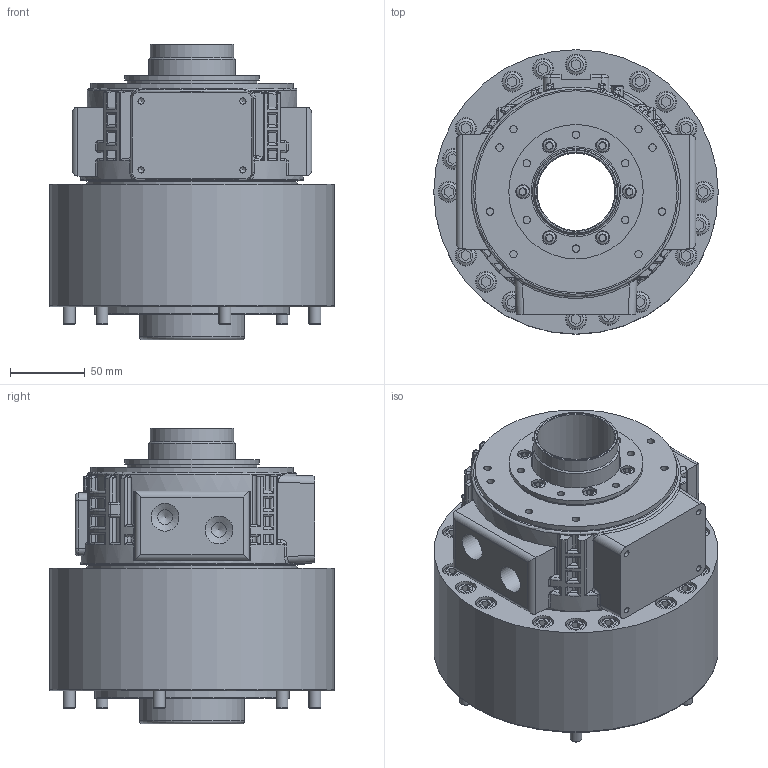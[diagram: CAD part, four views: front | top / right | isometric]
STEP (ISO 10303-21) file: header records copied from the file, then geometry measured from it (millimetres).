
FILE_DESCRIPTION(/* description */ (''),/* implementation_level */ '2;1');
FILE_NAME(/* name */ 'SD-15452.stp',/* time_stamp */ '2021-06-07T11:38:37+09:00',/* author */ ('KimChaHyun'),/* organization */ (''),/* preprocessor_version */ 'ST-DEVELOPER v16.5',/* originating_system */ 'Autodesk Inventor 2017',/* authorisation */ '');
FILE_SCHEMA (('AUTOMOTIVE_DESIGN { 1 0 10303 214 3 1 1 }'));
Length unit declared in the file: millimetre
Products named in the file (5): SD-15452; SD-15452_1; M5 x 12L; M8 x 30L; M8 x 85L
Assembly tree (25 placements, depth 2):
  SD-15452
    SD-15452_1
    M5 x 12L  x6
    M8 x 30L  x12
    M8 x 85L  x6
Bounding box: 190 x 190 x 197.5 mm (x, y, z)
Volume: 3284421.1 mm3; surface area: 281974.2 mm2
Topology: 25 solids, 25 shells, 1105 faces, 2516 edges, 1579 vertices
Faces by surface type: plane 435, cylinder 353, bspline 106, cone 97, torus 96, sphere 18
Full cylindrical faces by diameter (mm): 4.134 x8, 4.917 x17, 5 x6, 5.5 x6, 8 x19, 8.376 x12, 8.5 x6, 9 x18, 9.5 x6, 10 x4, 13 x18, 14 x18, 18.631 x4, 52 x1, 55 x2, 56 x1, 57 x1, 58 x1, 60 x2, 60.4 x1, 61 x1, 70 x1, 85 x1, 86.8 x1, 89.8 x1, 130 x1, 132.501 x1, 135 x1, 140.5 x1, 190 x1
Entity records: 26226 total; most frequent: CARTESIAN_POINT 8409, DIRECTION 3786, ORIENTED_EDGE 3388, EDGE_CURVE 1694, AXIS2_PLACEMENT_3D 1653, VERTEX_POINT 1147, EDGE_LOOP 1081, CIRCLE 819
